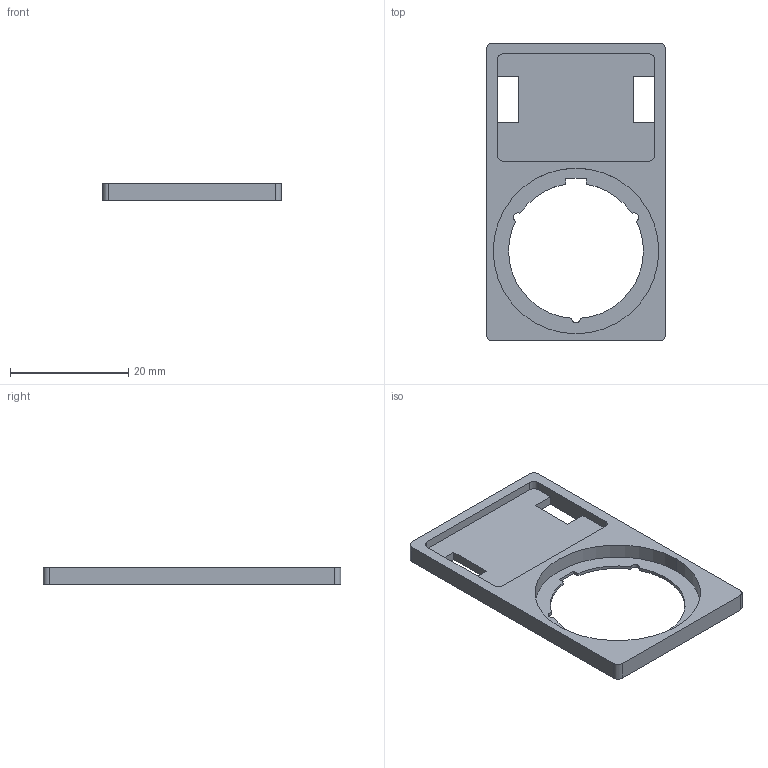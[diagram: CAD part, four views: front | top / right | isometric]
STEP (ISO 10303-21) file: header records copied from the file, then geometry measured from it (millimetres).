
FILE_DESCRIPTION((''),'2;1');
FILE_NAME('ASM0001_ASM','2022-04-12T11:37:32',('klemen.sitar'),('Audax d.o.o.'),'CREO PARAMETRIC BY PTC INC, 2021304','CREO PARAMETRIC BY PTC INC, 2021304','');
FILE_SCHEMA(('AP242_MANAGED_MODEL_BASED_3D_ENGINEERING_MIM_LF { 1 0 10303 442 1 1 4 }'));
Length unit declared in the file: metre
Products named in the file (2): PRT0001; ASM0001_ASM
Assembly tree (1 placements, depth 2):
  ASM0001_ASM
    PRT0001
Bounding box: 30.25 x 50.35 x 3.02 mm (x, y, z)
Volume: 2032.8 mm3; surface area: 3046.2 mm2
Topology: 1 solids, 1 shells, 38 faces, 120 edges, 84 vertices
Faces by surface type: plane 21, cylinder 17
Entity records: 2507 total; most frequent: COLOUR_RGB 336, DIRECTION 250, CARTESIAN_POINT 250, ORIENTED_EDGE 240, PRESENTATION_STYLE_ASSIGNMENT 160, STYLED_ITEM 160, CURVE_STYLE 121, EDGE_CURVE 120
